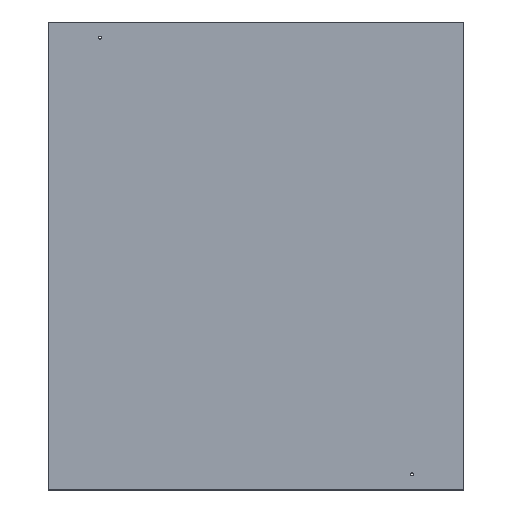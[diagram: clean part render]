
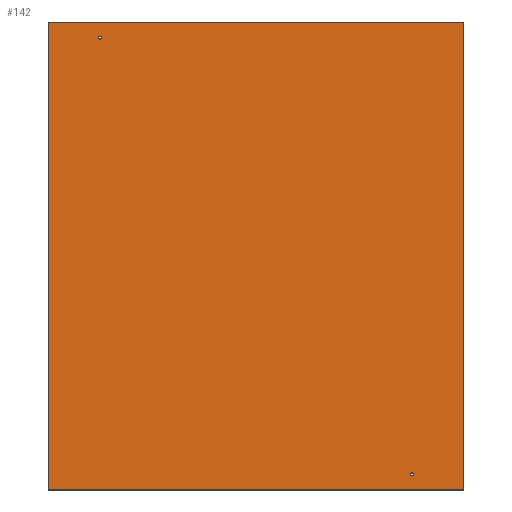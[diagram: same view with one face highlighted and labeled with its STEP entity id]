
A CAD part, top view. The second image highlights one B-rep face of the part: STEP entity #142.
In plain terms, the highlighted planar face has unit normal (0, 0, 1).
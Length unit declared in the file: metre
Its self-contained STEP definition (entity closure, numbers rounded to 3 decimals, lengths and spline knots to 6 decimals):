
#12=CIRCLE('',#163,0.0015);
#14=CIRCLE('',#167,0.0015);
#38=ORIENTED_EDGE('',*,*,#52,.F.);
#39=ORIENTED_EDGE('',*,*,#56,.T.);
#40=ORIENTED_EDGE('',*,*,#59,.T.);
#41=ORIENTED_EDGE('',*,*,#63,.F.);
#42=ORIENTED_EDGE('',*,*,#60,.F.);
#43=ORIENTED_EDGE('',*,*,#64,.F.);
#52=EDGE_CURVE('',#68,#69,#80,.T.);
#56=EDGE_CURVE('',#68,#71,#84,.T.);
#59=EDGE_CURVE('',#71,#73,#87,.T.);
#60=EDGE_CURVE('',#74,#74,#12,.T.);
#63=EDGE_CURVE('',#69,#73,#89,.T.);
#64=EDGE_CURVE('',#76,#76,#14,.T.);
#68=VERTEX_POINT('',#215);
#69=VERTEX_POINT('',#217);
#71=VERTEX_POINT('',#223);
#73=VERTEX_POINT('',#229);
#74=VERTEX_POINT('',#233);
#76=VERTEX_POINT('',#241);
#80=LINE('',#216,#92);
#84=LINE('',#224,#96);
#87=LINE('',#230,#99);
#89=LINE('',#238,#101);
#92=VECTOR('',#177,1.);
#96=VECTOR('',#183,1.);
#99=VECTOR('',#188,1.);
#101=VECTOR('',#198,1.);
#110=EDGE_LOOP('',(#38,#39,#40,#41));
#111=EDGE_LOOP('',(#42));
#112=EDGE_LOOP('',(#43));
#124=FACE_BOUND('',#110,.T.);
#125=FACE_BOUND('',#111,.T.);
#126=FACE_BOUND('',#112,.T.);
#134=PLANE('',#169);
#142=ADVANCED_FACE('',(#124,#125,#126),#134,.T.);
#163=AXIS2_PLACEMENT_3D('',#232,#191,#192);
#167=AXIS2_PLACEMENT_3D('',#240,#201,#202);
#169=AXIS2_PLACEMENT_3D('',#244,#205,#206);
#177=DIRECTION('',(0.,1.,0.));
#183=DIRECTION('',(1.,0.,0.));
#188=DIRECTION('',(0.,1.,0.));
#191=DIRECTION('',(0.,0.,1.));
#192=DIRECTION('',(1.,0.,0.));
#198=DIRECTION('',(1.,0.,0.));
#201=DIRECTION('',(0.,0.,1.));
#202=DIRECTION('',(1.,0.,0.));
#205=DIRECTION('',(0.,0.,1.));
#206=DIRECTION('',(1.,0.,0.));
#215=CARTESIAN_POINT('',(-0.2,-0.225,0.002));
#216=CARTESIAN_POINT('',(-0.2,0.,0.002));
#217=CARTESIAN_POINT('',(-0.2,0.225,0.002));
#223=CARTESIAN_POINT('',(0.2,-0.225,0.002));
#224=CARTESIAN_POINT('',(0.,-0.225,0.002));
#229=CARTESIAN_POINT('',(0.2,0.225,0.002));
#230=CARTESIAN_POINT('',(0.2,0.,0.002));
#232=CARTESIAN_POINT('',(-0.15,0.21,0.002));
#233=CARTESIAN_POINT('',(-0.1485,0.21,0.002));
#238=CARTESIAN_POINT('',(0.,0.225,0.002));
#240=CARTESIAN_POINT('',(0.15,-0.21,0.002));
#241=CARTESIAN_POINT('',(0.1515,-0.21,0.002));
#244=CARTESIAN_POINT('',(0.,0.,0.002));
